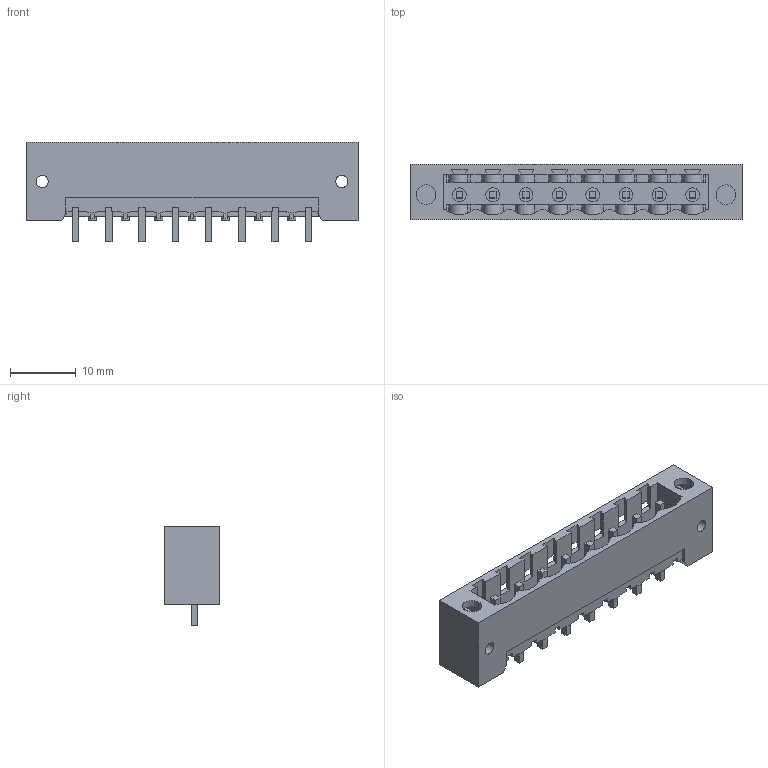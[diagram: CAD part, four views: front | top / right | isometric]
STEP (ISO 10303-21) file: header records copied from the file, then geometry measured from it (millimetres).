
FILE_DESCRIPTION(('CATIA V5 STEP Exchange','CAx-IF Rec.Pracs.--- Model Styling and Organization---1.2---2011-12-15'),'2;1');
FILE_NAME ('D1456755_0_1820620000_1820620000.stp','2018-03-21T10:43:26+00:00',('none'),('Weidmueller'),'CATIA Version 5-6 Release 2014','CATIA V5 STEP AP214','none');
FILE_SCHEMA(('AUTOMOTIVE_DESIGN { 1 0 10303 214 1 1 1 1 }'));
Length unit declared in the file: millimetre
Products named in the file (1): 1820620000
Bounding box: 50.64 x 8.43 x 15.2 mm (x, y, z)
Volume: 1951.1 mm3; surface area: 4629.9 mm2
Topology: 9 solids, 9 shells, 537 faces, 1673 edges, 1145 vertices
Faces by surface type: plane 444, cylinder 85, extrusion 8
Entity records: 19074 total; most frequent: CARTESIAN_POINT 4323, ORIENTED_EDGE 3346, DIRECTION 2578, EDGE_CURVE 1673, VECTOR 1376, LINE 1368, VERTEX_POINT 1145, AXIS2_PLACEMENT_3D 673
